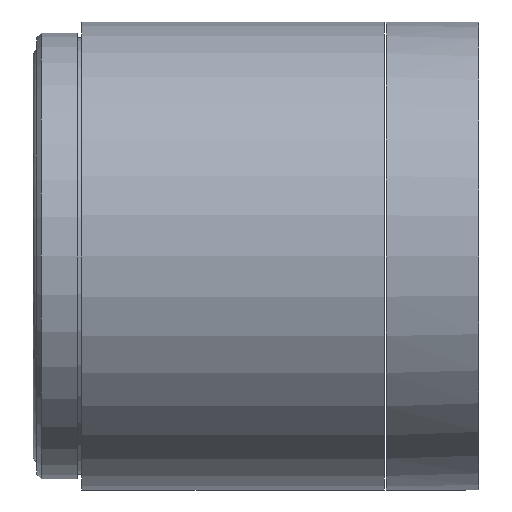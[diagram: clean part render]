
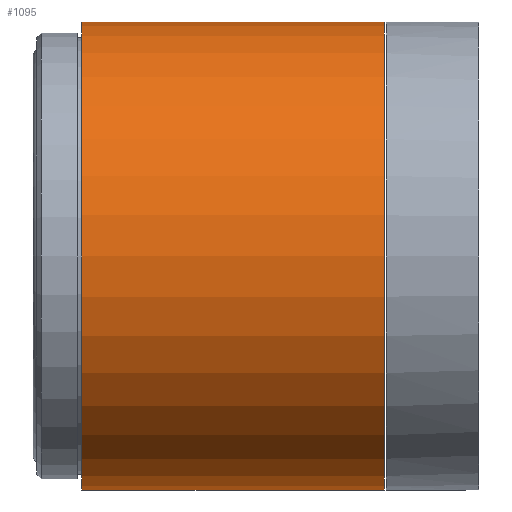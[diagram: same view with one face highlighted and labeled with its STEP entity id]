
A CAD part, front view. The second image highlights one B-rep face of the part: STEP entity #1095.
In plain terms, the highlighted cylindrical face has radius 26 mm (diameter 52 mm), a partial arc.
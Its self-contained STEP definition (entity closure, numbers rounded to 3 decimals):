
#7 = CIRCLE ( 'NONE', #797, 26. ) ;
#39 = CARTESIAN_POINT ( 'NONE',  ( 0., 0., 26. ) ) ;
#63 = VERTEX_POINT ( 'NONE', #780 ) ;
#110 = DIRECTION ( 'NONE',  ( 1., 0., 0. ) ) ;
#173 = VERTEX_POINT ( 'NONE', #1242 ) ;
#259 = DIRECTION ( 'NONE',  ( 0., 0., -1. ) ) ;
#271 = DIRECTION ( 'NONE',  ( 1., 0., 0. ) ) ;
#284 = DIRECTION ( 'NONE',  ( 1., 0., 0. ) ) ;
#293 = DIRECTION ( 'NONE',  ( 1., 0., 0. ) ) ;
#385 = DIRECTION ( 'NONE',  ( 0., 0., -1. ) ) ;
#497 = DIRECTION ( 'NONE',  ( 1., 0., 0. ) ) ;
#562 = DIRECTION ( 'NONE',  ( 0., 0., -1. ) ) ;
#573 = FACE_OUTER_BOUND ( 'NONE', #1099, .T. ) ;
#629 = CARTESIAN_POINT ( 'NONE',  ( 7.5, 0., -26. ) ) ;
#630 = EDGE_CURVE ( 'NONE', #63, #173, #1044, .T. ) ;
#646 = VERTEX_POINT ( 'NONE', #629 ) ;
#668 = CYLINDRICAL_SURFACE ( 'NONE', #893, 26. ) ;
#675 = EDGE_CURVE ( 'NONE', #646, #173, #876, .T. ) ;
#688 = EDGE_CURVE ( 'NONE', #1350, #63, #1292, .T. ) ;
#780 = CARTESIAN_POINT ( 'NONE',  ( 41.1, 0., 26. ) ) ;
#797 = AXIS2_PLACEMENT_3D ( 'NONE', #923, #284, #385 ) ;
#826 = AXIS2_PLACEMENT_3D ( 'NONE', #1231, #271, #259 ) ;
#876 = LINE ( 'NONE', #1074, #929 ) ;
#893 = AXIS2_PLACEMENT_3D ( 'NONE', #1096, #110, #562 ) ;
#923 = CARTESIAN_POINT ( 'NONE',  ( 7.5, 0., 0. ) ) ;
#929 = VECTOR ( 'NONE', #293, 1000. ) ;
#990 = VECTOR ( 'NONE', #497, 1000. ) ;
#1018 = ORIENTED_EDGE ( 'NONE', *, *, #675, .T. ) ;
#1044 = CIRCLE ( 'NONE', #826, 26. ) ;
#1074 = CARTESIAN_POINT ( 'NONE',  ( 0., 0., -26. ) ) ;
#1079 = CARTESIAN_POINT ( 'NONE',  ( 7.5, 0., 26. ) ) ;
#1095 = ADVANCED_FACE ( 'NONE', ( #573 ), #668, .T. ) ;
#1096 = CARTESIAN_POINT ( 'NONE',  ( 0., 0., 0. ) ) ;
#1099 = EDGE_LOOP ( 'NONE', ( #1385, #1251, #1018, #1115 ) ) ;
#1115 = ORIENTED_EDGE ( 'NONE', *, *, #630, .F. ) ;
#1124 = EDGE_CURVE ( 'NONE', #1350, #646, #7, .T. ) ;
#1231 = CARTESIAN_POINT ( 'NONE',  ( 41.1, 0., 0. ) ) ;
#1242 = CARTESIAN_POINT ( 'NONE',  ( 41.1, 0., -26. ) ) ;
#1251 = ORIENTED_EDGE ( 'NONE', *, *, #1124, .T. ) ;
#1292 = LINE ( 'NONE', #39, #990 ) ;
#1350 = VERTEX_POINT ( 'NONE', #1079 ) ;
#1385 = ORIENTED_EDGE ( 'NONE', *, *, #688, .F. ) ;
